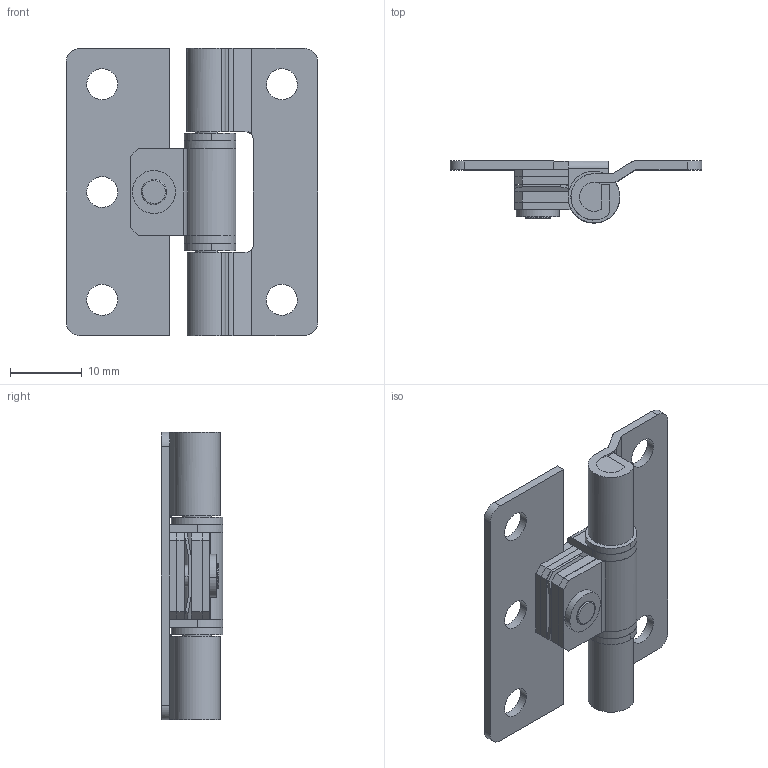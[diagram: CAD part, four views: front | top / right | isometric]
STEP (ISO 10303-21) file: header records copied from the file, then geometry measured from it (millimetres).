
FILE_DESCRIPTION((''),'2;1');
FILE_NAME('','2013-02-25T11:32:36',(''),(''),'','CADfix','');
FILE_SCHEMA(('AUTOMOTIVE_DESIGN { 1 0 10303 214 1 1 1 1 }'));
Length unit declared in the file: millimetre
Bounding box: 35 x 8.59 x 40 mm (x, y, z)
Volume: 3067.7 mm3; surface area: 6210 mm2
Topology: 10 solids, 10 shells, 167 faces, 520 edges, 374 vertices
Faces by surface type: bspline 167
Entity records: 6473 total; most frequent: CARTESIAN_POINT 3422, ORIENTED_EDGE 1040, EDGE_CURVE 520, VERTEX_POINT 374, QUASI_UNIFORM_CURVE 280, EDGE_LOOP 200, FACE_OUTER_BOUND 167, ADVANCED_FACE 167
